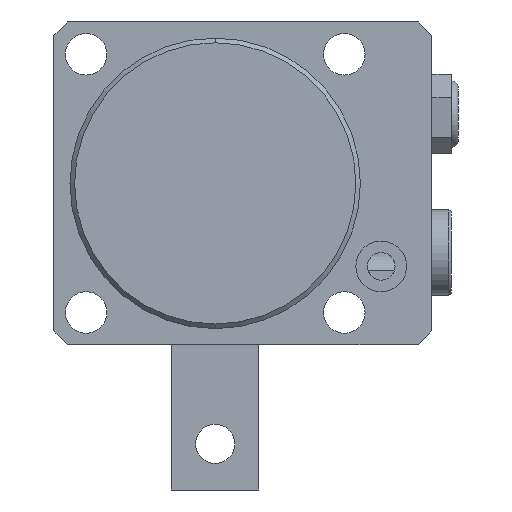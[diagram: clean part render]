
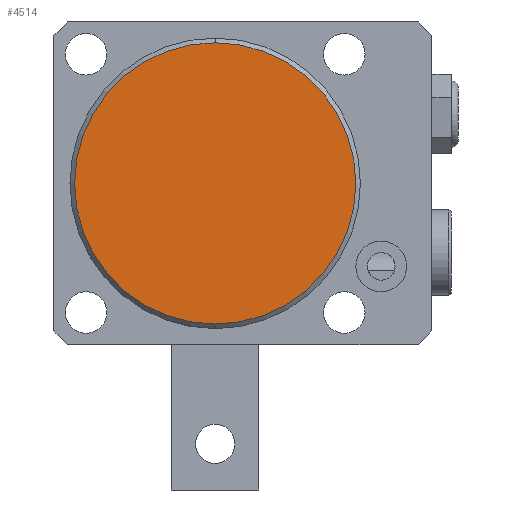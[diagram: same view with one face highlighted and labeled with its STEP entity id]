
A CAD part, front view. The second image highlights one B-rep face of the part: STEP entity #4514.
In plain terms, the highlighted planar face has unit normal (0, -1, 0).
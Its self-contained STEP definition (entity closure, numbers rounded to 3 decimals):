
#79 = DIRECTION ( 'NONE',  ( 0., 0., -1. ) ) ;
#181 = PLANE ( 'NONE',  #5057 ) ;
#215 = AXIS2_PLACEMENT_3D ( 'NONE', #2253, #488, #1331 ) ;
#305 = CIRCLE ( 'NONE', #2317, 30.5 ) ;
#335 = FACE_OUTER_BOUND ( 'NONE', #786, .T. ) ;
#488 = DIRECTION ( 'NONE',  ( 0., -1., 0. ) ) ;
#598 = CARTESIAN_POINT ( 'NONE',  ( 18.968, -54., -23.685 ) ) ;
#610 = DIRECTION ( 'NONE',  ( 0., 0., -1. ) ) ;
#635 = EDGE_CURVE ( 'NONE', #3507, #2822, #305, .T. ) ;
#730 = EDGE_CURVE ( 'NONE', #2822, #3507, #1899, .T. ) ;
#786 = EDGE_LOOP ( 'NONE', ( #2054, #3773 ) ) ;
#1331 = DIRECTION ( 'NONE',  ( 0., 0., -1. ) ) ;
#1899 = CIRCLE ( 'NONE', #215, 30.5 ) ;
#2054 = ORIENTED_EDGE ( 'NONE', *, *, #730, .T. ) ;
#2118 = CARTESIAN_POINT ( 'NONE',  ( 18.968, -54., 6.815 ) ) ;
#2253 = CARTESIAN_POINT ( 'NONE',  ( 18.968, -54., 6.815 ) ) ;
#2317 = AXIS2_PLACEMENT_3D ( 'NONE', #2118, #2530, #79 ) ;
#2530 = DIRECTION ( 'NONE',  ( 0., -1., 0. ) ) ;
#2739 = CARTESIAN_POINT ( 'NONE',  ( 18.968, -54., 6.815 ) ) ;
#2822 = VERTEX_POINT ( 'NONE', #4659 ) ;
#3166 = DIRECTION ( 'NONE',  ( 0., -1., 0. ) ) ;
#3507 = VERTEX_POINT ( 'NONE', #598 ) ;
#3773 = ORIENTED_EDGE ( 'NONE', *, *, #635, .T. ) ;
#4514 = ADVANCED_FACE ( 'NONE', ( #335 ), #181, .T. ) ;
#4659 = CARTESIAN_POINT ( 'NONE',  ( 18.968, -54., 37.315 ) ) ;
#5057 = AXIS2_PLACEMENT_3D ( 'NONE', #2739, #3166, #610 ) ;
